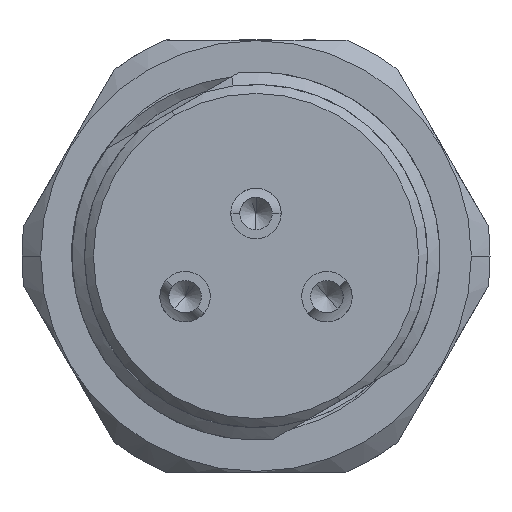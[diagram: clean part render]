
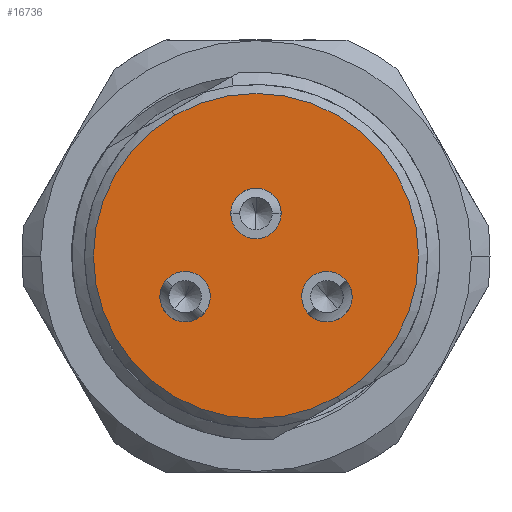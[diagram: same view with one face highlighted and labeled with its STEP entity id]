
A CAD part, front view. The second image highlights one B-rep face of the part: STEP entity #16736.
In plain terms, the highlighted planar face has unit normal (0, -1, 0).
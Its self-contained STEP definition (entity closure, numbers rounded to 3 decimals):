
#2564=CARTESIAN_POINT('',(0.,-15.7,0.));
#2565=DIRECTION('',(0.,1.,0.));
#2566=DIRECTION('',(0.5,0.,-0.866));
#2567=AXIS2_PLACEMENT_3D('',#2564,#2565,#2566);
#2569=CARTESIAN_POINT('',(0.,-15.7,0.));
#2570=DIRECTION('',(0.,1.,0.));
#2571=DIRECTION('',(-0.5,0.,0.866));
#2572=AXIS2_PLACEMENT_3D('',#2569,#2570,#2571);
#2574=CARTESIAN_POINT('',(3.94,-15.7,-2.26));
#2575=DIRECTION('',(0.,-1.,0.));
#2576=DIRECTION('',(-0.649,0.,0.761));
#2577=AXIS2_PLACEMENT_3D('',#2574,#2575,#2576);
#2579=CARTESIAN_POINT('',(3.94,-15.7,-2.26));
#2580=DIRECTION('',(0.,-1.,0.));
#2581=DIRECTION('',(0.649,0.,-0.761));
#2582=AXIS2_PLACEMENT_3D('',#2579,#2580,#2581);
#2584=CARTESIAN_POINT('',(0.,-15.7,2.36));
#2585=DIRECTION('',(0.,-1.,0.));
#2586=DIRECTION('',(-0.007,0.,-1.));
#2587=AXIS2_PLACEMENT_3D('',#2584,#2585,#2586);
#2589=CARTESIAN_POINT('',(0.,-15.7,2.36));
#2590=DIRECTION('',(0.,-1.,0.));
#2591=DIRECTION('',(0.007,0.,1.));
#2592=AXIS2_PLACEMENT_3D('',#2589,#2590,#2591);
#2594=CARTESIAN_POINT('',(-3.94,-15.7,-2.26));
#2595=DIRECTION('',(0.,-1.,0.));
#2596=DIRECTION('',(0.649,0.,0.761));
#2597=AXIS2_PLACEMENT_3D('',#2594,#2595,#2596);
#2599=CARTESIAN_POINT('',(-3.94,-15.7,-2.26));
#2600=DIRECTION('',(0.,-1.,0.));
#2601=DIRECTION('',(-0.649,0.,-0.761));
#2602=AXIS2_PLACEMENT_3D('',#2599,#2600,#2601);
#11301=CARTESIAN_POINT('',(-3.032,-15.7,-1.195));
#11302=CARTESIAN_POINT('',(-4.848,-15.7,-3.325));
#11303=VERTEX_POINT('',#11301);
#11304=VERTEX_POINT('',#11302);
#11307=CARTESIAN_POINT('',(4.515,-15.7,-7.82));
#11308=CARTESIAN_POINT('',(-4.515,-15.7,7.82));
#11309=VERTEX_POINT('',#11307);
#11310=VERTEX_POINT('',#11308);
#11311=CARTESIAN_POINT('',(3.032,-15.7,-1.195));
#11312=CARTESIAN_POINT('',(4.848,-15.7,-3.325));
#11313=VERTEX_POINT('',#11311);
#11314=VERTEX_POINT('',#11312);
#11315=CARTESIAN_POINT('',(-0.01,-15.7,0.96));
#11316=CARTESIAN_POINT('',(0.01,-15.7,3.76));
#11317=VERTEX_POINT('',#11315);
#11318=VERTEX_POINT('',#11316);
#16709=CARTESIAN_POINT('',(0.,-15.7,0.));
#16710=DIRECTION('',(0.,-1.,0.));
#16711=DIRECTION('',(-0.5,0.,0.866));
#16712=AXIS2_PLACEMENT_3D('',#16709,#16710,#16711);
#16713=PLANE('',#16712);
#16714=ORIENTED_EDGE('',*,*,#16314,.T.);
#16715=ORIENTED_EDGE('',*,*,#16331,.T.);
#16716=EDGE_LOOP('',(#16714,#16715));
#16717=FACE_OUTER_BOUND('',#16716,.F.);
#16719=ORIENTED_EDGE('',*,*,#16718,.T.);
#16721=ORIENTED_EDGE('',*,*,#16720,.T.);
#16722=EDGE_LOOP('',(#16719,#16721));
#16723=FACE_BOUND('',#16722,.F.);
#16725=ORIENTED_EDGE('',*,*,#16724,.T.);
#16727=ORIENTED_EDGE('',*,*,#16726,.T.);
#16728=EDGE_LOOP('',(#16725,#16727));
#16729=FACE_BOUND('',#16728,.F.);
#16731=ORIENTED_EDGE('',*,*,#16730,.T.);
#16733=ORIENTED_EDGE('',*,*,#16732,.T.);
#16734=EDGE_LOOP('',(#16731,#16733));
#16735=FACE_BOUND('',#16734,.F.);
#16736=ADVANCED_FACE('',(#16717,#16723,#16729,#16735),#16713,.T.);
#2568=CIRCLE('',#2567,9.03);
#2573=CIRCLE('',#2572,9.03);
#2578=CIRCLE('',#2577,1.4);
#2583=CIRCLE('',#2582,1.4);
#2588=CIRCLE('',#2587,1.4);
#2593=CIRCLE('',#2592,1.4);
#2598=CIRCLE('',#2597,1.4);
#2603=CIRCLE('',#2602,1.4);
#16314=EDGE_CURVE('',#11309,#11310,#2568,.T.);
#16331=EDGE_CURVE('',#11310,#11309,#2573,.T.);
#16718=EDGE_CURVE('',#11313,#11314,#2578,.T.);
#16720=EDGE_CURVE('',#11314,#11313,#2583,.T.);
#16724=EDGE_CURVE('',#11317,#11318,#2588,.T.);
#16726=EDGE_CURVE('',#11318,#11317,#2593,.T.);
#16730=EDGE_CURVE('',#11303,#11304,#2598,.T.);
#16732=EDGE_CURVE('',#11304,#11303,#2603,.T.);
